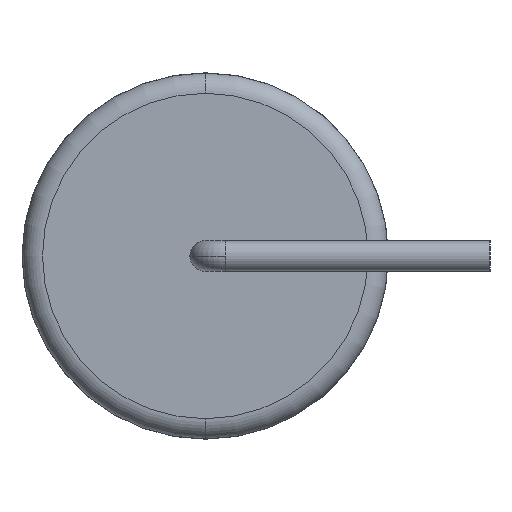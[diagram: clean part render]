
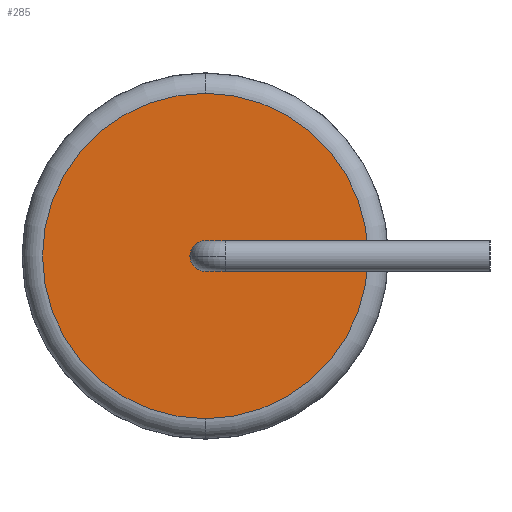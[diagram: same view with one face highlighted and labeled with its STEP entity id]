
A CAD part, left-side view. The second image highlights one B-rep face of the part: STEP entity #285.
In plain terms, the highlighted planar face has unit normal (-1, 0, 0).
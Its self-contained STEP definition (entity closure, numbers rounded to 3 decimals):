
#20 = CARTESIAN_POINT ( 'NONE',  ( -9., 5., -0.375 ) ) ;
#46 = DIRECTION ( 'NONE',  ( -1., 0., 0. ) ) ;
#48 = FACE_OUTER_BOUND ( 'NONE', #718, .T. ) ;
#58 = VERTEX_POINT ( 'NONE', #1089 ) ;
#152 = DIRECTION ( 'NONE',  ( -1., 0., 0. ) ) ;
#181 = EDGE_LOOP ( 'NONE', ( #608, #197 ) ) ;
#190 = CARTESIAN_POINT ( 'NONE',  ( -9., 5., 0. ) ) ;
#197 = ORIENTED_EDGE ( 'NONE', *, *, #919, .F. ) ;
#210 = AXIS2_PLACEMENT_3D ( 'NONE', #221, #890, #909 ) ;
#221 = CARTESIAN_POINT ( 'NONE',  ( -9., 5., 0. ) ) ;
#255 = AXIS2_PLACEMENT_3D ( 'NONE', #514, #46, #323 ) ;
#263 = CARTESIAN_POINT ( 'NONE',  ( -9., 5., -4. ) ) ;
#274 = EDGE_CURVE ( 'NONE', #633, #754, #881, .T. ) ;
#275 = CARTESIAN_POINT ( 'NONE',  ( -9., 5., 0. ) ) ;
#285 = ADVANCED_FACE ( 'NONE', ( #796, #48 ), #467, .F. ) ;
#323 = DIRECTION ( 'NONE',  ( 0., 0., -1. ) ) ;
#374 = VERTEX_POINT ( 'NONE', #20 ) ;
#429 = AXIS2_PLACEMENT_3D ( 'NONE', #190, #643, #745 ) ;
#442 = AXIS2_PLACEMENT_3D ( 'NONE', #1167, #152, #815 ) ;
#446 = CIRCLE ( 'NONE', #442, 4. ) ;
#456 = ORIENTED_EDGE ( 'NONE', *, *, #1063, .T. ) ;
#467 = PLANE ( 'NONE',  #429 ) ;
#514 = CARTESIAN_POINT ( 'NONE',  ( -9., 5., 0. ) ) ;
#559 = DIRECTION ( 'NONE',  ( 0., 0., 1. ) ) ;
#608 = ORIENTED_EDGE ( 'NONE', *, *, #942, .F. ) ;
#613 = CIRCLE ( 'NONE', #210, 0.375 ) ;
#633 = VERTEX_POINT ( 'NONE', #263 ) ;
#643 = DIRECTION ( 'NONE',  ( 1., 0., 0. ) ) ;
#659 = CARTESIAN_POINT ( 'NONE',  ( -9., 5., 4. ) ) ;
#718 = EDGE_LOOP ( 'NONE', ( #456, #851 ) ) ;
#745 = DIRECTION ( 'NONE',  ( 0., 0., -1. ) ) ;
#754 = VERTEX_POINT ( 'NONE', #659 ) ;
#796 = FACE_BOUND ( 'NONE', #181, .T. ) ;
#815 = DIRECTION ( 'NONE',  ( 0., 0., 1. ) ) ;
#838 = AXIS2_PLACEMENT_3D ( 'NONE', #275, #1118, #559 ) ;
#851 = ORIENTED_EDGE ( 'NONE', *, *, #274, .T. ) ;
#881 = CIRCLE ( 'NONE', #838, 4. ) ;
#889 = CIRCLE ( 'NONE', #255, 0.375 ) ;
#890 = DIRECTION ( 'NONE',  ( -1., 0., 0. ) ) ;
#909 = DIRECTION ( 'NONE',  ( 0., 0., -1. ) ) ;
#919 = EDGE_CURVE ( 'NONE', #374, #58, #613, .T. ) ;
#942 = EDGE_CURVE ( 'NONE', #58, #374, #889, .T. ) ;
#1063 = EDGE_CURVE ( 'NONE', #754, #633, #446, .T. ) ;
#1089 = CARTESIAN_POINT ( 'NONE',  ( -9., 5., 0.375 ) ) ;
#1118 = DIRECTION ( 'NONE',  ( -1., 0., 0. ) ) ;
#1167 = CARTESIAN_POINT ( 'NONE',  ( -9., 5., 0. ) ) ;
